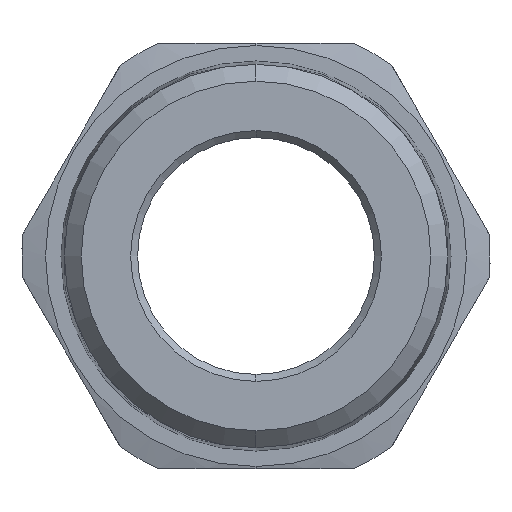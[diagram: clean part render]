
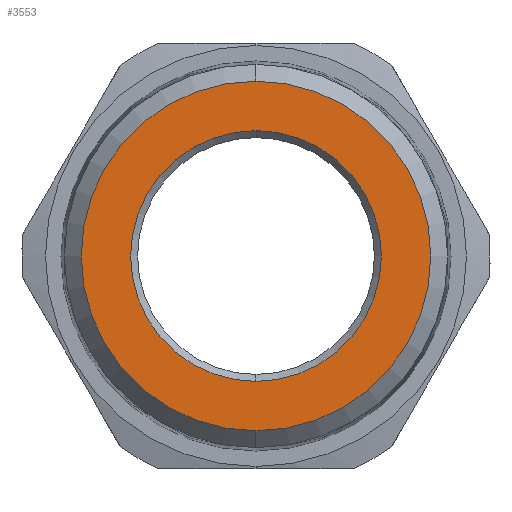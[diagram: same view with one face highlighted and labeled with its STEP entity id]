
A CAD part, left-side view. The second image highlights one B-rep face of the part: STEP entity #3553.
In plain terms, the highlighted planar face has unit normal (-1, 0, 0).
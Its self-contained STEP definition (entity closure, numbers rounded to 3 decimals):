
#21 = ORIENTED_EDGE ( 'NONE', *, *, #2192, .T. ) ;
#688 = VERTEX_POINT ( 'NONE', #739 ) ;
#739 = CARTESIAN_POINT ( 'NONE',  ( 0., 0., 18.888 ) ) ;
#842 = DIRECTION ( 'NONE',  ( 0., 0., -1. ) ) ;
#878 = DIRECTION ( 'NONE',  ( 1., 0., 0. ) ) ;
#906 = ORIENTED_EDGE ( 'NONE', *, *, #3236, .T. ) ;
#967 = AXIS2_PLACEMENT_3D ( 'NONE', #2085, #2321, #1480 ) ;
#1103 = CIRCLE ( 'NONE', #1427, 13.55 ) ;
#1144 = CARTESIAN_POINT ( 'NONE',  ( 0., 0., -18.888 ) ) ;
#1151 = VERTEX_POINT ( 'NONE', #2066 ) ;
#1175 = CIRCLE ( 'NONE', #3218, 18.888 ) ;
#1221 = DIRECTION ( 'NONE',  ( 0., 0., -1. ) ) ;
#1232 = CIRCLE ( 'NONE', #1610, 18.888 ) ;
#1371 = VERTEX_POINT ( 'NONE', #1144 ) ;
#1427 = AXIS2_PLACEMENT_3D ( 'NONE', #2632, #1471, #1221 ) ;
#1471 = DIRECTION ( 'NONE',  ( 1., 0., 0. ) ) ;
#1480 = DIRECTION ( 'NONE',  ( 0., 0., -1. ) ) ;
#1506 = PLANE ( 'NONE',  #967 ) ;
#1551 = ORIENTED_EDGE ( 'NONE', *, *, #1953, .T. ) ;
#1582 = CARTESIAN_POINT ( 'NONE',  ( 0., 0., 13.55 ) ) ;
#1601 = EDGE_LOOP ( 'NONE', ( #1551, #906 ) ) ;
#1610 = AXIS2_PLACEMENT_3D ( 'NONE', #3521, #3211, #3493 ) ;
#1627 = VERTEX_POINT ( 'NONE', #1582 ) ;
#1781 = FACE_BOUND ( 'NONE', #2908, .T. ) ;
#1953 = EDGE_CURVE ( 'NONE', #1371, #688, #1232, .T. ) ;
#2066 = CARTESIAN_POINT ( 'NONE',  ( 0., 0., -13.55 ) ) ;
#2076 = CIRCLE ( 'NONE', #2831, 13.55 ) ;
#2085 = CARTESIAN_POINT ( 'NONE',  ( 0., 0., 0. ) ) ;
#2192 = EDGE_CURVE ( 'NONE', #1151, #1627, #2076, .T. ) ;
#2289 = EDGE_CURVE ( 'NONE', #1627, #1151, #1103, .T. ) ;
#2321 = DIRECTION ( 'NONE',  ( 1., 0., 0. ) ) ;
#2632 = CARTESIAN_POINT ( 'NONE',  ( 0., 0., 0. ) ) ;
#2686 = FACE_OUTER_BOUND ( 'NONE', #1601, .T. ) ;
#2818 = DIRECTION ( 'NONE',  ( -1., 0., 0. ) ) ;
#2831 = AXIS2_PLACEMENT_3D ( 'NONE', #3419, #878, #3393 ) ;
#2908 = EDGE_LOOP ( 'NONE', ( #3144, #21 ) ) ;
#3093 = CARTESIAN_POINT ( 'NONE',  ( 0., 0., 0. ) ) ;
#3144 = ORIENTED_EDGE ( 'NONE', *, *, #2289, .T. ) ;
#3211 = DIRECTION ( 'NONE',  ( -1., 0., 0. ) ) ;
#3218 = AXIS2_PLACEMENT_3D ( 'NONE', #3093, #2818, #842 ) ;
#3236 = EDGE_CURVE ( 'NONE', #688, #1371, #1175, .T. ) ;
#3393 = DIRECTION ( 'NONE',  ( 0., 0., -1. ) ) ;
#3419 = CARTESIAN_POINT ( 'NONE',  ( 0., 0., 0. ) ) ;
#3493 = DIRECTION ( 'NONE',  ( 0., 0., -1. ) ) ;
#3521 = CARTESIAN_POINT ( 'NONE',  ( 0., 0., 0. ) ) ;
#3553 = ADVANCED_FACE ( 'NONE', ( #2686, #1781 ), #1506, .F. ) ;
